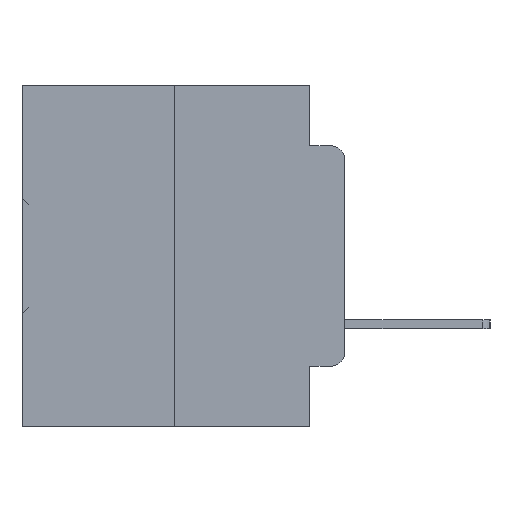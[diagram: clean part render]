
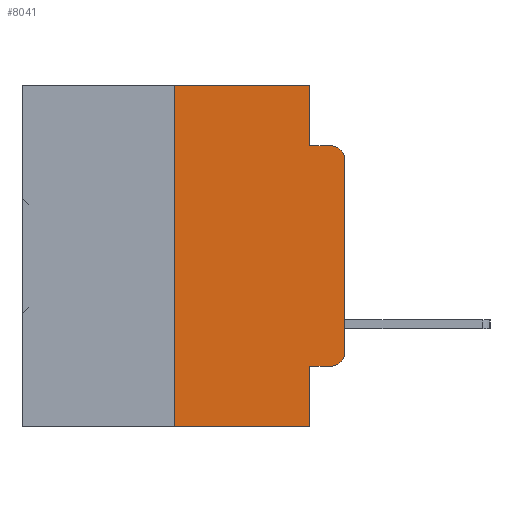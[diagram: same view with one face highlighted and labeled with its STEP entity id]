
A CAD part, left-side view. The second image highlights one B-rep face of the part: STEP entity #8041.
In plain terms, the highlighted planar face has unit normal (-1, 0, 0).
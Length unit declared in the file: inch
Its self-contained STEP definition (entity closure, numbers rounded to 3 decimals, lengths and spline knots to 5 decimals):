
#205 = VERTEX_POINT ( 'NONE', #29840 ) ;
#214 = VECTOR ( 'NONE', #34976, 39.37008 ) ;
#445 = ORIENTED_EDGE ( 'NONE', *, *, #27106, .T. ) ;
#707 = VERTEX_POINT ( 'NONE', #17012 ) ;
#1191 = FACE_OUTER_BOUND ( 'NONE', #32259, .T. ) ;
#2420 = EDGE_CURVE ( 'NONE', #9441, #29949, #7516, .T. ) ;
#2916 = CARTESIAN_POINT ( 'NONE',  ( 0., 0.051, 0. ) ) ;
#3448 = VERTEX_POINT ( 'NONE', #6231 ) ;
#3734 = ORIENTED_EDGE ( 'NONE', *, *, #18183, .F. ) ;
#4267 = VERTEX_POINT ( 'NONE', #24357 ) ;
#4407 = CARTESIAN_POINT ( 'NONE',  ( 0., 0.051, 0. ) ) ;
#5012 = AXIS2_PLACEMENT_3D ( 'NONE', #22352, #5901, #25046 ) ;
#5256 = VECTOR ( 'NONE', #8376, 39.37008 ) ;
#5901 = DIRECTION ( 'NONE',  ( -1., 0., 0. ) ) ;
#6064 = VECTOR ( 'NONE', #26371, 39.37008 ) ;
#6125 = LINE ( 'NONE', #30110, #5256 ) ;
#6231 = CARTESIAN_POINT ( 'NONE',  ( 0., 0.051, -0.4115 ) ) ;
#6234 = CARTESIAN_POINT ( 'NONE',  ( 0., 0.25, 0. ) ) ;
#6349 = CARTESIAN_POINT ( 'NONE',  ( 0., 0.25, 0. ) ) ;
#6417 = LINE ( 'NONE', #18816, #20216 ) ;
#6947 = VECTOR ( 'NONE', #12861, 39.37008 ) ;
#7433 = DIRECTION ( 'NONE',  ( 0., -1., 0. ) ) ;
#7516 = LINE ( 'NONE', #6349, #214 ) ;
#7615 = CARTESIAN_POINT ( 'NONE',  ( 0., 0.473, 0. ) ) ;
#8041 = ADVANCED_FACE ( 'NONE', ( #1191 ), #31962, .F. ) ;
#8376 = DIRECTION ( 'NONE',  ( 0., -1., 0. ) ) ;
#9441 = VERTEX_POINT ( 'NONE', #25773 ) ;
#9745 = ORIENTED_EDGE ( 'NONE', *, *, #33685, .T. ) ;
#9931 = EDGE_CURVE ( 'NONE', #34624, #205, #34653, .T. ) ;
#10063 = CARTESIAN_POINT ( 'NONE',  ( 0., 0., 0. ) ) ;
#10918 = CARTESIAN_POINT ( 'NONE',  ( 0., 0.02, -0.1085 ) ) ;
#11681 = VERTEX_POINT ( 'NONE', #29821 ) ;
#12540 = LINE ( 'NONE', #10063, #6064 ) ;
#12861 = DIRECTION ( 'NONE',  ( 0., 0., -1. ) ) ;
#13234 = ORIENTED_EDGE ( 'NONE', *, *, #25417, .F. ) ;
#13693 = DIRECTION ( 'NONE',  ( 0., 0., -1. ) ) ;
#14532 = DIRECTION ( 'NONE',  ( 0., -1., 0. ) ) ;
#15967 = DIRECTION ( 'NONE',  ( 1., 0., 0. ) ) ;
#17012 = CARTESIAN_POINT ( 'NONE',  ( 0., 0.051, -0.0885 ) ) ;
#17108 = VERTEX_POINT ( 'NONE', #27917 ) ;
#17211 = CARTESIAN_POINT ( 'NONE',  ( 0., 0.051, -0.4115 ) ) ;
#18183 = EDGE_CURVE ( 'NONE', #11681, #707, #20742, .T. ) ;
#18279 = ORIENTED_EDGE ( 'NONE', *, *, #9931, .T. ) ;
#18591 = EDGE_CURVE ( 'NONE', #3448, #34624, #27834, .T. ) ;
#18816 = CARTESIAN_POINT ( 'NONE',  ( 0., 0.473, -0.5 ) ) ;
#19845 = ORIENTED_EDGE ( 'NONE', *, *, #26888, .T. ) ;
#20216 = VECTOR ( 'NONE', #21513, 39.37008 ) ;
#20247 = CARTESIAN_POINT ( 'NONE',  ( 0., 0., -0.1085 ) ) ;
#20273 = CIRCLE ( 'NONE', #29370, 0.02 ) ;
#20715 = VECTOR ( 'NONE', #14532, 39.37008 ) ;
#20742 = LINE ( 'NONE', #4407, #6947 ) ;
#21138 = CARTESIAN_POINT ( 'NONE',  ( 0., 0.051, -0.0885 ) ) ;
#21513 = DIRECTION ( 'NONE',  ( 0., -1., 0. ) ) ;
#22352 = CARTESIAN_POINT ( 'NONE',  ( 0., 0.02, -0.3915 ) ) ;
#22388 = EDGE_CURVE ( 'NONE', #707, #17108, #28027, .T. ) ;
#23996 = ORIENTED_EDGE ( 'NONE', *, *, #22388, .F. ) ;
#24357 = CARTESIAN_POINT ( 'NONE',  ( 0., 0.051, -0.5 ) ) ;
#24462 = AXIS2_PLACEMENT_3D ( 'NONE', #7615, #15967, #34773 ) ;
#25046 = DIRECTION ( 'NONE',  ( 0., 0., -1. ) ) ;
#25417 = EDGE_CURVE ( 'NONE', #29949, #11681, #6125, .T. ) ;
#25773 = CARTESIAN_POINT ( 'NONE',  ( 0., 0.25, -0.5 ) ) ;
#25985 = EDGE_CURVE ( 'NONE', #3448, #4267, #34991, .T. ) ;
#26371 = DIRECTION ( 'NONE',  ( 0., 0., 1. ) ) ;
#26888 = EDGE_CURVE ( 'NONE', #205, #33517, #12540, .T. ) ;
#27106 = EDGE_CURVE ( 'NONE', #33517, #17108, #20273, .T. ) ;
#27519 = DIRECTION ( 'NONE',  ( 0., 0., -1. ) ) ;
#27834 = LINE ( 'NONE', #17211, #20715 ) ;
#27904 = VECTOR ( 'NONE', #27519, 39.37008 ) ;
#27917 = CARTESIAN_POINT ( 'NONE',  ( 0., 0.02, -0.0885 ) ) ;
#28027 = LINE ( 'NONE', #21138, #34285 ) ;
#28135 = CARTESIAN_POINT ( 'NONE',  ( 0., 0.02, -0.4115 ) ) ;
#28869 = ORIENTED_EDGE ( 'NONE', *, *, #25985, .F. ) ;
#29370 = AXIS2_PLACEMENT_3D ( 'NONE', #10918, #29858, #13693 ) ;
#29821 = CARTESIAN_POINT ( 'NONE',  ( 0., 0.051, 0. ) ) ;
#29840 = CARTESIAN_POINT ( 'NONE',  ( 0., 0., -0.3915 ) ) ;
#29858 = DIRECTION ( 'NONE',  ( -1., 0., 0. ) ) ;
#29949 = VERTEX_POINT ( 'NONE', #6234 ) ;
#30110 = CARTESIAN_POINT ( 'NONE',  ( 0., 0.473, 0. ) ) ;
#31962 = PLANE ( 'NONE',  #24462 ) ;
#32231 = ORIENTED_EDGE ( 'NONE', *, *, #2420, .F. ) ;
#32259 = EDGE_LOOP ( 'NONE', ( #19845, #445, #23996, #3734, #13234, #32231, #9745, #28869, #33494, #18279 ) ) ;
#33494 = ORIENTED_EDGE ( 'NONE', *, *, #18591, .T. ) ;
#33517 = VERTEX_POINT ( 'NONE', #20247 ) ;
#33685 = EDGE_CURVE ( 'NONE', #9441, #4267, #6417, .T. ) ;
#34285 = VECTOR ( 'NONE', #7433, 39.37008 ) ;
#34624 = VERTEX_POINT ( 'NONE', #28135 ) ;
#34653 = CIRCLE ( 'NONE', #5012, 0.02 ) ;
#34773 = DIRECTION ( 'NONE',  ( 0., 0., -1. ) ) ;
#34976 = DIRECTION ( 'NONE',  ( 0., 0., 1. ) ) ;
#34991 = LINE ( 'NONE', #2916, #27904 ) ;
